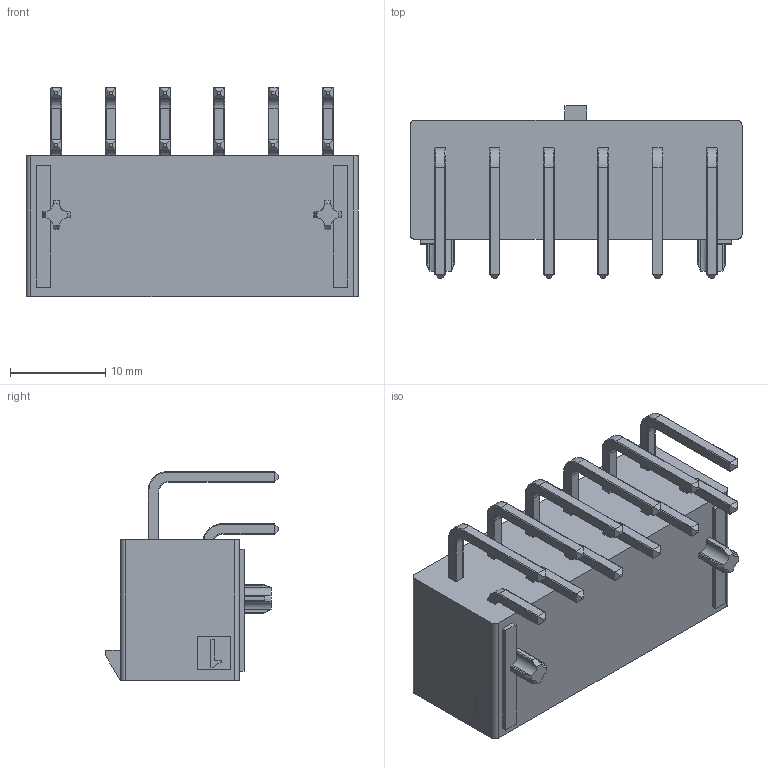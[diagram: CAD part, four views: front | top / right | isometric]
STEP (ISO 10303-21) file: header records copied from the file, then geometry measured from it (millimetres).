
FILE_DESCRIPTION( ( 'STEP AP214' ), '1' );
FILE_NAME( 'psolqas0846266624.stp', '2019-02-18T07:46:26', ( '' ), ( '' ), ' ', 'PARTsolutions', ' ' );
FILE_SCHEMA( ( 'AUTOMOTIVE_DESIGN { 1 0 10303 214 1 1 1 1 }' ) );
Length unit declared in the file: metre
Products named in the file (1): 1
Bounding box: 34.86 x 18.13 x 21.96 mm (x, y, z)
Volume: 3372.4 mm3; surface area: 6015.9 mm2
Topology: 1 solids, 1 shells, 723 faces, 1901 edges, 1223 vertices
Faces by surface type: plane 483, cylinder 172, torus 48, extrusion 12, cone 8
Entity records: 23082 total; most frequent: CARTESIAN_POINT 5632, ORIENTED_EDGE 3802, DIRECTION 3301, EDGE_CURVE 1901, VECTOR 1325, LINE 1313, VERTEX_POINT 1223, AXIS2_PLACEMENT_3D 988
